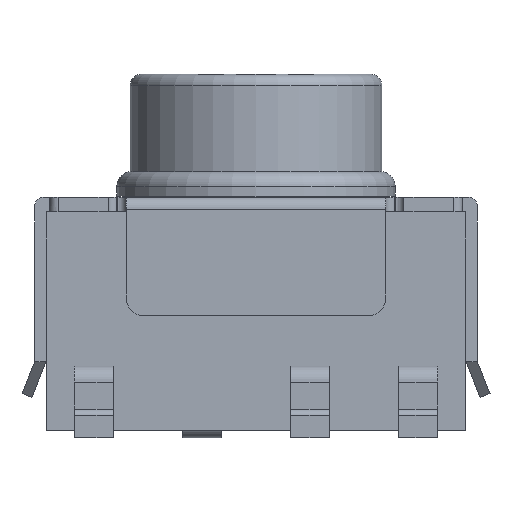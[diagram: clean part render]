
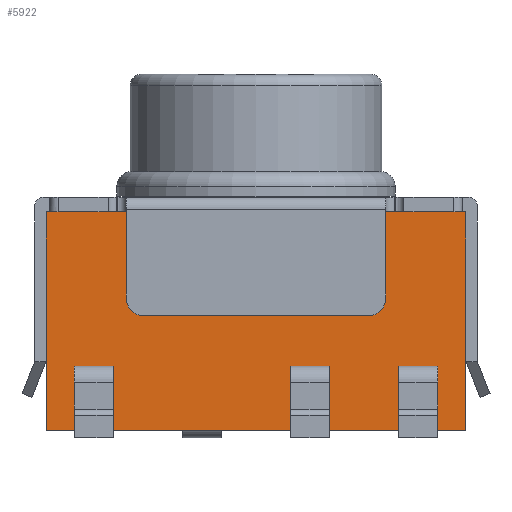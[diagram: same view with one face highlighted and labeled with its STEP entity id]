
A CAD part, left-side view. The second image highlights one B-rep face of the part: STEP entity #5922.
In plain terms, the highlighted planar face has unit normal (-1, 0, 0).
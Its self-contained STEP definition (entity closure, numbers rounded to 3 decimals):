
#131=CIRCLE('',#6263,0.277);
#132=CIRCLE('',#6266,0.277);
#1252=ORIENTED_EDGE('',*,*,#1497,.F.);
#1253=ORIENTED_EDGE('',*,*,#1509,.F.);
#1254=ORIENTED_EDGE('',*,*,#1530,.T.);
#1255=ORIENTED_EDGE('',*,*,#1510,.F.);
#1256=ORIENTED_EDGE('',*,*,#1605,.F.);
#1257=ORIENTED_EDGE('',*,*,#1617,.F.);
#1258=ORIENTED_EDGE('',*,*,#1638,.T.);
#1259=ORIENTED_EDGE('',*,*,#1618,.F.);
#1260=ORIENTED_EDGE('',*,*,#1983,.F.);
#1261=ORIENTED_EDGE('',*,*,#1981,.T.);
#1262=ORIENTED_EDGE('',*,*,#1979,.T.);
#1263=ORIENTED_EDGE('',*,*,#1977,.T.);
#1264=ORIENTED_EDGE('',*,*,#1975,.T.);
#1265=ORIENTED_EDGE('',*,*,#1973,.T.);
#1266=ORIENTED_EDGE('',*,*,#1972,.T.);
#1267=ORIENTED_EDGE('',*,*,#1971,.T.);
#1268=ORIENTED_EDGE('',*,*,#1969,.F.);
#1269=ORIENTED_EDGE('',*,*,#1967,.F.);
#1270=ORIENTED_EDGE('',*,*,#1965,.T.);
#1271=ORIENTED_EDGE('',*,*,#1963,.T.);
#1272=ORIENTED_EDGE('',*,*,#1962,.T.);
#1273=ORIENTED_EDGE('',*,*,#1961,.T.);
#1274=ORIENTED_EDGE('',*,*,#1984,.F.);
#1275=ORIENTED_EDGE('',*,*,#1985,.F.);
#1276=ORIENTED_EDGE('',*,*,#1986,.T.);
#1277=ORIENTED_EDGE('',*,*,#1987,.F.);
#1497=EDGE_CURVE('',#2102,#2103,#2512,.T.);
#1509=EDGE_CURVE('',#2113,#2102,#2521,.T.);
#1510=EDGE_CURVE('',#2103,#2114,#2522,.T.);
#1530=EDGE_CURVE('',#2113,#2114,#2538,.T.);
#1605=EDGE_CURVE('',#2174,#2175,#2596,.T.);
#1617=EDGE_CURVE('',#2185,#2174,#2605,.T.);
#1618=EDGE_CURVE('',#2175,#2186,#2606,.T.);
#1638=EDGE_CURVE('',#2185,#2186,#2622,.T.);
#1961=EDGE_CURVE('',#2348,#2411,#2878,.T.);
#1962=EDGE_CURVE('',#2353,#2348,#2879,.T.);
#1963=EDGE_CURVE('',#2412,#2353,#2880,.T.);
#1965=EDGE_CURVE('',#2413,#2412,#2882,.T.);
#1967=EDGE_CURVE('',#2413,#2414,#2884,.T.);
#1969=EDGE_CURVE('',#2414,#2415,#2886,.T.);
#1971=EDGE_CURVE('',#2386,#2415,#2888,.T.);
#1972=EDGE_CURVE('',#2397,#2386,#2889,.T.);
#1973=EDGE_CURVE('',#2416,#2397,#2890,.T.);
#1975=EDGE_CURVE('',#2417,#2416,#2892,.T.);
#1977=EDGE_CURVE('',#2418,#2417,#131,.T.);
#1979=EDGE_CURVE('',#2419,#2418,#2895,.T.);
#1981=EDGE_CURVE('',#2420,#2419,#132,.T.);
#1983=EDGE_CURVE('',#2420,#2411,#2898,.T.);
#1984=EDGE_CURVE('',#2421,#2422,#2899,.T.);
#1985=EDGE_CURVE('',#2423,#2421,#2900,.T.);
#1986=EDGE_CURVE('',#2423,#2424,#2901,.T.);
#1987=EDGE_CURVE('',#2422,#2424,#2902,.T.);
#2102=VERTEX_POINT('',#7643);
#2103=VERTEX_POINT('',#7645);
#2113=VERTEX_POINT('',#7667);
#2114=VERTEX_POINT('',#7671);
#2174=VERTEX_POINT('',#7862);
#2175=VERTEX_POINT('',#7864);
#2185=VERTEX_POINT('',#7886);
#2186=VERTEX_POINT('',#7890);
#2348=VERTEX_POINT('',#8384);
#2353=VERTEX_POINT('',#8398);
#2386=VERTEX_POINT('',#8507);
#2397=VERTEX_POINT('',#8536);
#2411=VERTEX_POINT('',#8577);
#2412=VERTEX_POINT('',#8583);
#2413=VERTEX_POINT('',#8587);
#2414=VERTEX_POINT('',#8591);
#2415=VERTEX_POINT('',#8595);
#2416=VERTEX_POINT('',#8603);
#2417=VERTEX_POINT('',#8607);
#2418=VERTEX_POINT('',#8611);
#2419=VERTEX_POINT('',#8615);
#2420=VERTEX_POINT('',#8619);
#2421=VERTEX_POINT('',#8625);
#2422=VERTEX_POINT('',#8626);
#2423=VERTEX_POINT('',#8628);
#2424=VERTEX_POINT('',#8630);
#2512=LINE('',#7644,#3004);
#2521=LINE('',#7668,#3013);
#2522=LINE('',#7670,#3014);
#2538=LINE('',#7710,#3030);
#2596=LINE('',#7863,#3088);
#2605=LINE('',#7887,#3097);
#2606=LINE('',#7889,#3098);
#2622=LINE('',#7929,#3114);
#2878=LINE('',#8578,#3370);
#2879=LINE('',#8580,#3371);
#2880=LINE('',#8582,#3372);
#2882=LINE('',#8586,#3374);
#2884=LINE('',#8590,#3376);
#2886=LINE('',#8594,#3378);
#2888=LINE('',#8598,#3380);
#2889=LINE('',#8600,#3381);
#2890=LINE('',#8602,#3382);
#2892=LINE('',#8606,#3384);
#2895=LINE('',#8614,#3387);
#2898=LINE('',#8622,#3390);
#2899=LINE('',#8624,#3391);
#2900=LINE('',#8627,#3392);
#2901=LINE('',#8629,#3393);
#2902=LINE('',#8631,#3394);
#3004=VECTOR('',#6423,1000.);
#3013=VECTOR('',#6440,1000.);
#3014=VECTOR('',#6443,1000.);
#3030=VECTOR('',#6487,1000.);
#3088=VECTOR('',#6633,1000.);
#3097=VECTOR('',#6650,1000.);
#3098=VECTOR('',#6653,1000.);
#3114=VECTOR('',#6697,1000.);
#3370=VECTOR('',#7307,1000.);
#3371=VECTOR('',#7310,1000.);
#3372=VECTOR('',#7313,1000.);
#3374=VECTOR('',#7317,1000.);
#3376=VECTOR('',#7321,1000.);
#3378=VECTOR('',#7325,1000.);
#3380=VECTOR('',#7329,1000.);
#3381=VECTOR('',#7332,1000.);
#3382=VECTOR('',#7335,1000.);
#3384=VECTOR('',#7339,1000.);
#3387=VECTOR('',#7348,1000.);
#3390=VECTOR('',#7357,1000.);
#3391=VECTOR('',#7360,1000.);
#3392=VECTOR('',#7361,1000.);
#3393=VECTOR('',#7362,1000.);
#3394=VECTOR('',#7363,1000.);
#3651=EDGE_LOOP('',(#1252,#1253,#1254,#1255));
#3652=EDGE_LOOP('',(#1256,#1257,#1258,#1259));
#3653=EDGE_LOOP('',(#1260,#1261,#1262,#1263,#1264,#1265,#1266,#1267,#1268,
#1269,#1270,#1271,#1272,#1273));
#3654=EDGE_LOOP('',(#1274,#1275,#1276,#1277));
#3901=FACE_BOUND('',#3651,.T.);
#3902=FACE_BOUND('',#3652,.T.);
#3903=FACE_BOUND('',#3653,.T.);
#3904=FACE_BOUND('',#3654,.T.);
#4088=PLANE('',#6268);
#5922=ADVANCED_FACE('',(#3901,#3902,#3903,#3904),#4088,.F.);
#6263=AXIS2_PLACEMENT_3D('',#8610,#7343,#7344);
#6266=AXIS2_PLACEMENT_3D('',#8618,#7352,#7353);
#6268=AXIS2_PLACEMENT_3D('',#8623,#7358,#7359);
#6423=DIRECTION('',(0.,0.,-1.));
#6440=DIRECTION('',(0.,1.,0.));
#6443=DIRECTION('',(0.,-1.,0.));
#6487=DIRECTION('',(0.,0.,-1.));
#6633=DIRECTION('',(0.,0.,-1.));
#6650=DIRECTION('',(0.,1.,0.));
#6653=DIRECTION('',(0.,-1.,0.));
#6697=DIRECTION('',(0.,0.,-1.));
#7307=DIRECTION('',(0.,1.,0.));
#7310=DIRECTION('',(0.,1.,0.));
#7313=DIRECTION('',(0.,1.,0.));
#7317=DIRECTION('',(0.,0.,1.));
#7321=DIRECTION('',(0.,1.,0.));
#7325=DIRECTION('',(0.,0.,1.));
#7329=DIRECTION('',(0.,1.,0.));
#7332=DIRECTION('',(0.,1.,0.));
#7335=DIRECTION('',(0.,1.,0.));
#7339=DIRECTION('',(0.,0.,1.));
#7343=DIRECTION('',(1.,0.,0.));
#7344=DIRECTION('',(0.,0.,-1.));
#7348=DIRECTION('',(0.,1.,0.));
#7352=DIRECTION('',(1.,0.,0.));
#7353=DIRECTION('',(0.,0.,-1.));
#7357=DIRECTION('',(0.,0.,1.));
#7358=DIRECTION('',(1.,0.,0.));
#7359=DIRECTION('',(0.,0.,-1.));
#7360=DIRECTION('',(0.,0.,-1.));
#7361=DIRECTION('',(0.,1.,0.));
#7362=DIRECTION('',(0.,0.,-1.));
#7363=DIRECTION('',(0.,-1.,0.));
#7643=CARTESIAN_POINT('',(-3.166,2.8,0.999));
#7644=CARTESIAN_POINT('',(-3.166,2.8,0.));
#7645=CARTESIAN_POINT('',(-3.166,2.8,0.722));
#7667=CARTESIAN_POINT('',(-3.166,2.2,0.999));
#7668=CARTESIAN_POINT('',(-3.166,1.764,0.999));
#7670=CARTESIAN_POINT('',(-3.166,1.764,0.722));
#7671=CARTESIAN_POINT('',(-3.166,2.2,0.722));
#7710=CARTESIAN_POINT('',(-3.166,2.2,0.));
#7862=CARTESIAN_POINT('',(-3.166,-0.533,0.999));
#7863=CARTESIAN_POINT('',(-3.166,-0.533,0.));
#7864=CARTESIAN_POINT('',(-3.166,-0.533,0.722));
#7886=CARTESIAN_POINT('',(-3.166,-1.133,0.999));
#7887=CARTESIAN_POINT('',(-3.166,-1.569,0.999));
#7889=CARTESIAN_POINT('',(-3.166,-1.569,0.722));
#7890=CARTESIAN_POINT('',(-3.166,-1.133,0.722));
#7929=CARTESIAN_POINT('',(-3.166,-1.133,0.));
#8384=CARTESIAN_POINT('',(-3.166,-2.28,3.377));
#8398=CARTESIAN_POINT('',(-3.166,-3.169,3.377));
#8507=CARTESIAN_POINT('',(-3.166,3.169,3.377));
#8536=CARTESIAN_POINT('',(-3.166,2.28,3.377));
#8577=CARTESIAN_POINT('',(-3.166,-2.001,3.377));
#8578=CARTESIAN_POINT('',(-3.166,-3.236,3.377));
#8580=CARTESIAN_POINT('',(-3.166,-3.236,3.377));
#8582=CARTESIAN_POINT('',(-3.166,-3.236,3.377));
#8583=CARTESIAN_POINT('',(-3.166,-3.236,3.377));
#8586=CARTESIAN_POINT('',(-3.166,-3.236,0.));
#8587=CARTESIAN_POINT('',(-3.166,-3.236,0.));
#8590=CARTESIAN_POINT('',(-3.166,-3.236,0.));
#8591=CARTESIAN_POINT('',(-3.166,3.236,0.));
#8594=CARTESIAN_POINT('',(-3.166,3.236,0.));
#8595=CARTESIAN_POINT('',(-3.166,3.236,3.377));
#8598=CARTESIAN_POINT('',(-3.166,-3.236,3.377));
#8600=CARTESIAN_POINT('',(-3.166,-3.236,3.377));
#8602=CARTESIAN_POINT('',(-3.166,-3.236,3.377));
#8603=CARTESIAN_POINT('',(-3.166,2.001,3.377));
#8606=CARTESIAN_POINT('',(-3.166,2.001,1.771));
#8607=CARTESIAN_POINT('',(-3.166,2.001,2.048));
#8610=CARTESIAN_POINT('',(-3.166,1.724,2.048));
#8611=CARTESIAN_POINT('',(-3.166,1.724,1.771));
#8614=CARTESIAN_POINT('',(-3.166,-2.001,1.771));
#8615=CARTESIAN_POINT('',(-3.166,-1.724,1.771));
#8618=CARTESIAN_POINT('',(-3.166,-1.724,2.048));
#8619=CARTESIAN_POINT('',(-3.166,-2.001,2.048));
#8622=CARTESIAN_POINT('',(-3.166,-2.001,1.771));
#8623=CARTESIAN_POINT('',(-3.166,-3.236,0.));
#8624=CARTESIAN_POINT('',(-3.166,-2.2,0.));
#8625=CARTESIAN_POINT('',(-3.166,-2.2,0.999));
#8626=CARTESIAN_POINT('',(-3.166,-2.2,0.722));
#8627=CARTESIAN_POINT('',(-3.166,-3.236,0.999));
#8628=CARTESIAN_POINT('',(-3.166,-2.8,0.999));
#8629=CARTESIAN_POINT('',(-3.166,-2.8,0.));
#8630=CARTESIAN_POINT('',(-3.166,-2.8,0.722));
#8631=CARTESIAN_POINT('',(-3.166,-3.236,0.722));
